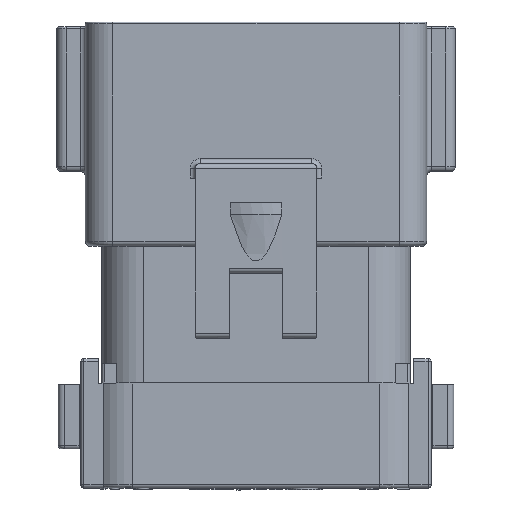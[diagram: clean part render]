
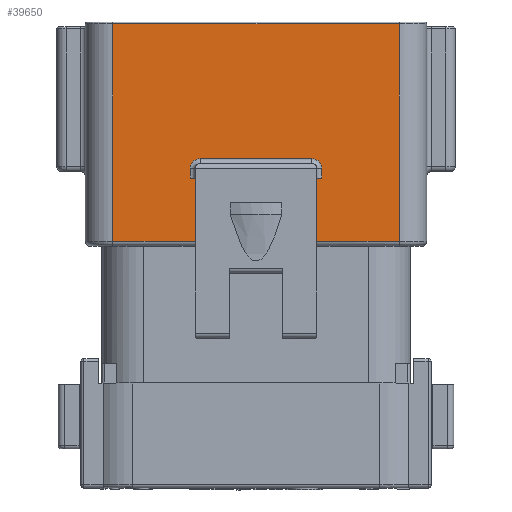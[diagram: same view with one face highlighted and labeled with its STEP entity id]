
A CAD part, top view. The second image highlights one B-rep face of the part: STEP entity #39650.
In plain terms, the highlighted planar face has unit normal (0, 0, 1).
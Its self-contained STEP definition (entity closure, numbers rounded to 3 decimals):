
#8586=DIRECTION('',(-1.,0.,0.));
#8587=VECTOR('',#8586,1.025);
#8588=CARTESIAN_POINT('',(-4.85,12.5,10.95));
#8589=LINE('',#8588,#8587);
#8590=DIRECTION('',(0.,1.,0.));
#8591=VECTOR('',#8590,9.6);
#8592=CARTESIAN_POINT('',(-5.875,12.5,10.95));
#8593=LINE('',#8592,#8591);
#8594=DIRECTION('',(0.,1.,0.));
#8595=VECTOR('',#8594,22.4);
#8596=CARTESIAN_POINT('',(-14.75,22.1,10.95));
#8597=LINE('',#8596,#8595);
#8598=DIRECTION('',(-1.,0.,0.));
#8599=VECTOR('',#8598,29.5);
#8600=CARTESIAN_POINT('',(14.75,44.5,10.95));
#8601=LINE('',#8600,#8599);
#8602=DIRECTION('',(0.,1.,0.));
#8603=VECTOR('',#8602,22.4);
#8604=CARTESIAN_POINT('',(14.75,22.1,10.95));
#8605=LINE('',#8604,#8603);
#8606=DIRECTION('',(0.,1.,0.));
#8607=VECTOR('',#8606,9.6);
#8608=CARTESIAN_POINT('',(5.875,12.5,10.95));
#8609=LINE('',#8608,#8607);
#8610=DIRECTION('',(-1.,0.,0.));
#8611=VECTOR('',#8610,1.025);
#8612=CARTESIAN_POINT('',(5.875,12.5,10.95));
#8613=LINE('',#8612,#8611);
#8614=DIRECTION('',(0.,1.,0.));
#8615=VECTOR('',#8614,16.1);
#8616=CARTESIAN_POINT('',(4.85,12.5,10.95));
#8617=LINE('',#8616,#8615);
#8618=DIRECTION('',(0.,1.,0.));
#8619=VECTOR('',#8618,1.);
#8620=CARTESIAN_POINT('',(6.775,28.6,10.95));
#8621=LINE('',#8620,#8619);
#8622=CARTESIAN_POINT('',(5.775,29.6,10.95));
#8623=DIRECTION('',(0.,0.,-1.));
#8624=DIRECTION('',(0.,1.,0.));
#8625=AXIS2_PLACEMENT_3D('',#8622,#8623,#8624);
#8627=DIRECTION('',(-1.,0.,0.));
#8628=VECTOR('',#8627,11.55);
#8629=CARTESIAN_POINT('',(5.775,30.6,10.95));
#8630=LINE('',#8629,#8628);
#8631=CARTESIAN_POINT('',(-5.775,29.6,10.95));
#8632=DIRECTION('',(0.,0.,-1.));
#8633=DIRECTION('',(-1.,0.,0.));
#8634=AXIS2_PLACEMENT_3D('',#8631,#8632,#8633);
#8636=DIRECTION('',(0.,-1.,0.));
#8637=VECTOR('',#8636,1.);
#8638=CARTESIAN_POINT('',(-6.775,29.6,10.95));
#8639=LINE('',#8638,#8637);
#8640=DIRECTION('',(0.,-1.,0.));
#8641=VECTOR('',#8640,16.1);
#8642=CARTESIAN_POINT('',(-4.85,28.6,10.95));
#8643=LINE('',#8642,#8641);
#8674=DIRECTION('',(1.,0.,0.));
#8675=VECTOR('',#8674,8.875);
#8676=CARTESIAN_POINT('',(-14.75,22.1,10.95));
#8677=LINE('',#8676,#8675);
#8693=DIRECTION('',(1.,0.,0.));
#8694=VECTOR('',#8693,8.875);
#8695=CARTESIAN_POINT('',(5.875,22.1,10.95));
#8696=LINE('',#8695,#8694);
#21418=DIRECTION('',(-1.,0.,0.));
#21419=VECTOR('',#21418,1.925);
#21420=CARTESIAN_POINT('',(6.775,28.6,10.95));
#21421=LINE('',#21420,#21419);
#21422=DIRECTION('',(-1.,0.,0.));
#21423=VECTOR('',#21422,1.925);
#21424=CARTESIAN_POINT('',(-4.85,28.6,10.95));
#21425=LINE('',#21424,#21423);
#23154=CARTESIAN_POINT('',(-14.75,22.1,10.95));
#23156=VERTEX_POINT('',#23154);
#23161=CARTESIAN_POINT('',(14.75,22.1,10.95));
#23163=VERTEX_POINT('',#23161);
#24059=CARTESIAN_POINT('',(-4.85,28.6,10.95));
#24060=VERTEX_POINT('',#24059);
#24062=CARTESIAN_POINT('',(4.85,28.6,10.95));
#24064=VERTEX_POINT('',#24062);
#24112=CARTESIAN_POINT('',(-6.775,29.6,10.95));
#24113=CARTESIAN_POINT('',(-6.775,28.6,10.95));
#24114=VERTEX_POINT('',#24112);
#24115=VERTEX_POINT('',#24113);
#24124=CARTESIAN_POINT('',(6.775,28.6,10.95));
#24125=CARTESIAN_POINT('',(6.775,29.6,10.95));
#24126=VERTEX_POINT('',#24124);
#24127=VERTEX_POINT('',#24125);
#24136=CARTESIAN_POINT('',(5.775,30.6,10.95));
#24137=CARTESIAN_POINT('',(-5.775,30.6,10.95));
#24138=VERTEX_POINT('',#24136);
#24139=VERTEX_POINT('',#24137);
#24240=CARTESIAN_POINT('',(-14.75,44.5,10.95));
#24241=VERTEX_POINT('',#24240);
#24244=CARTESIAN_POINT('',(14.75,44.5,10.95));
#24245=VERTEX_POINT('',#24244);
#24346=CARTESIAN_POINT('',(-4.85,12.5,10.95));
#24347=CARTESIAN_POINT('',(-5.875,12.5,10.95));
#24348=VERTEX_POINT('',#24346);
#24349=VERTEX_POINT('',#24347);
#24350=CARTESIAN_POINT('',(-5.875,22.1,10.95));
#24351=VERTEX_POINT('',#24350);
#24358=CARTESIAN_POINT('',(5.875,12.5,10.95));
#24359=CARTESIAN_POINT('',(5.875,22.1,10.95));
#24360=VERTEX_POINT('',#24358);
#24361=VERTEX_POINT('',#24359);
#24362=CARTESIAN_POINT('',(4.85,12.5,10.95));
#24363=VERTEX_POINT('',#24362);
#39609=CARTESIAN_POINT('',(17.6,19.2,10.95));
#39610=DIRECTION('',(0.,0.,1.));
#39611=DIRECTION('',(-1.,0.,0.));
#39612=AXIS2_PLACEMENT_3D('',#39609,#39610,#39611);
#39613=PLANE('',#39612);
#39615=ORIENTED_EDGE('',*,*,#39614,.T.);
#39617=ORIENTED_EDGE('',*,*,#39616,.T.);
#39619=ORIENTED_EDGE('',*,*,#39618,.F.);
#39621=ORIENTED_EDGE('',*,*,#39620,.T.);
#39623=ORIENTED_EDGE('',*,*,#39622,.F.);
#39625=ORIENTED_EDGE('',*,*,#39624,.F.);
#39627=ORIENTED_EDGE('',*,*,#39626,.F.);
#39628=ORIENTED_EDGE('',*,*,#39563,.F.);
#39629=ORIENTED_EDGE('',*,*,#39600,.T.);
#39631=ORIENTED_EDGE('',*,*,#39630,.T.);
#39633=ORIENTED_EDGE('',*,*,#39632,.F.);
#39635=ORIENTED_EDGE('',*,*,#39634,.T.);
#39637=ORIENTED_EDGE('',*,*,#39636,.F.);
#39639=ORIENTED_EDGE('',*,*,#39638,.T.);
#39641=ORIENTED_EDGE('',*,*,#39640,.F.);
#39643=ORIENTED_EDGE('',*,*,#39642,.T.);
#39645=ORIENTED_EDGE('',*,*,#39644,.F.);
#39647=ORIENTED_EDGE('',*,*,#39646,.T.);
#39648=EDGE_LOOP('',(#39615,#39617,#39619,#39621,#39623,#39625,#39627,#39628,
#39629,#39631,#39633,#39635,#39637,#39639,#39641,#39643,#39645,#39647));
#39649=FACE_OUTER_BOUND('',#39648,.F.);
#39650=ADVANCED_FACE('',(#39649),#39613,.T.);
#8626=CIRCLE('',#8625,1.);
#8635=CIRCLE('',#8634,1.);
#39563=EDGE_CURVE('',#24360,#24361,#8609,.T.);
#39600=EDGE_CURVE('',#24360,#24363,#8613,.T.);
#39614=EDGE_CURVE('',#24348,#24349,#8589,.T.);
#39616=EDGE_CURVE('',#24349,#24351,#8593,.T.);
#39618=EDGE_CURVE('',#23156,#24351,#8677,.T.);
#39620=EDGE_CURVE('',#23156,#24241,#8597,.T.);
#39622=EDGE_CURVE('',#24245,#24241,#8601,.T.);
#39624=EDGE_CURVE('',#23163,#24245,#8605,.T.);
#39626=EDGE_CURVE('',#24361,#23163,#8696,.T.);
#39630=EDGE_CURVE('',#24363,#24064,#8617,.T.);
#39632=EDGE_CURVE('',#24126,#24064,#21421,.T.);
#39634=EDGE_CURVE('',#24126,#24127,#8621,.T.);
#39636=EDGE_CURVE('',#24138,#24127,#8626,.T.);
#39638=EDGE_CURVE('',#24138,#24139,#8630,.T.);
#39640=EDGE_CURVE('',#24114,#24139,#8635,.T.);
#39642=EDGE_CURVE('',#24114,#24115,#8639,.T.);
#39644=EDGE_CURVE('',#24060,#24115,#21425,.T.);
#39646=EDGE_CURVE('',#24060,#24348,#8643,.T.);
